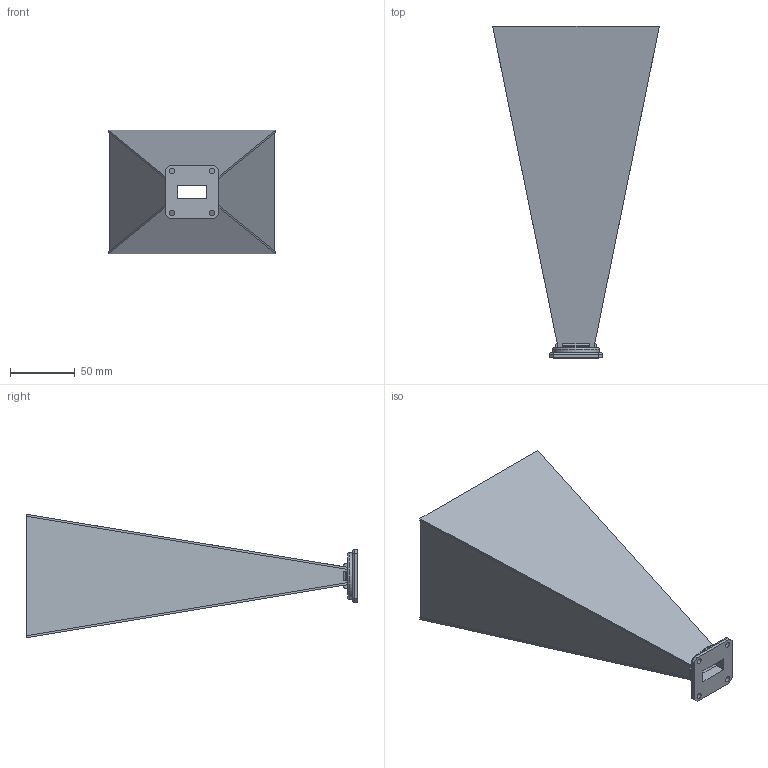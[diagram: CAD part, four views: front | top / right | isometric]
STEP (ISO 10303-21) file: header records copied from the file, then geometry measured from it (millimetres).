
FILE_DESCRIPTION (( 'STEP AP214' ), '1' );
FILE_NAME ('FM9856B-20.STEP', '2021-01-06T14:57:24', ( '' ), ( '' ), 'SwSTEP 2.0', 'SolidWorks 2018', '' );
FILE_SCHEMA (( 'AUTOMOTIVE_DESIGN' ));
Length unit declared in the file: inch
Products named in the file (1): FM9856B-20
Bounding box: 128.37 x 255.52 x 95.07 mm (x, y, z)
Volume: 111458.1 mm3; surface area: 134829.8 mm2
Topology: 1 solids, 1 shells, 69 faces, 185 edges, 119 vertices
Faces by surface type: plane 47, cylinder 21, torus 1
Full cylindrical faces by diameter (mm): 4.318 x4, 36.068 x1
Entity records: 2152 total; most frequent: CARTESIAN_POINT 392, ORIENTED_EDGE 358, DIRECTION 338, EDGE_CURVE 179, VECTOR 144, LINE 144, VERTEX_POINT 119, AXIS2_PLACEMENT_3D 97
